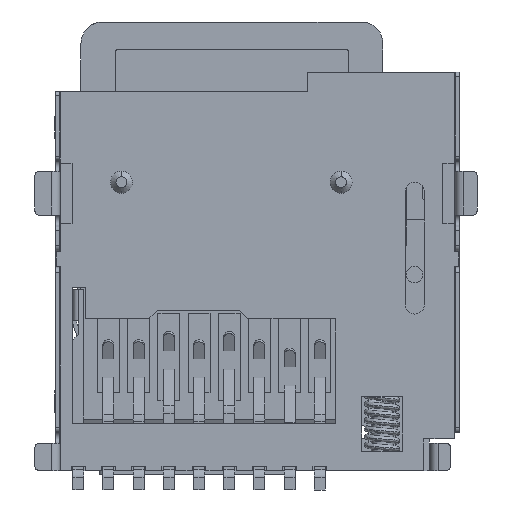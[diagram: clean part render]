
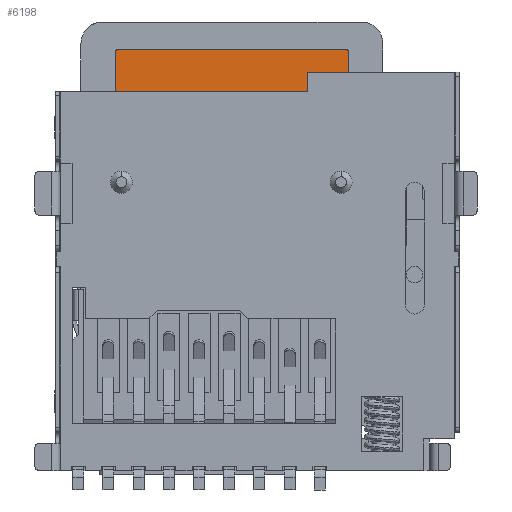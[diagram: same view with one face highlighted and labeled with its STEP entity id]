
A CAD part, front view. The second image highlights one B-rep face of the part: STEP entity #6198.
In plain terms, the highlighted planar face has unit normal (0, -1, 0).
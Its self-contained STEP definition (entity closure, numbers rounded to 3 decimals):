
#4309 = EDGE_LOOP ( 'NONE', ( #11538, #11539, #11537, #11540, #11541, #11542, #11543, #11544, #11545, #11546 ) ) ;
#6198 = ADVANCED_FACE ( 'NONE', ( #14565 ), #14135, .T. ) ;
#8179 = VERTEX_POINT ( 'NONE', #23780 ) ;
#8181 = VERTEX_POINT ( 'NONE', #23781 ) ;
#8183 = VERTEX_POINT ( 'NONE', #23782 ) ;
#8185 = VERTEX_POINT ( 'NONE', #23783 ) ;
#8187 = VERTEX_POINT ( 'NONE', #23784 ) ;
#8189 = VERTEX_POINT ( 'NONE', #23785 ) ;
#8191 = VERTEX_POINT ( 'NONE', #23786 ) ;
#8193 = VERTEX_POINT ( 'NONE', #23787 ) ;
#8195 = VERTEX_POINT ( 'NONE', #23788 ) ;
#8197 = VERTEX_POINT ( 'NONE', #23789 ) ;
#11537 = ORIENTED_EDGE ( 'NONE', *, *, #11992, .T. ) ;
#11538 = ORIENTED_EDGE ( 'NONE', *, *, #11987, .T. ) ;
#11539 = ORIENTED_EDGE ( 'NONE', *, *, #11994, .T. ) ;
#11540 = ORIENTED_EDGE ( 'NONE', *, *, #11995, .T. ) ;
#11541 = ORIENTED_EDGE ( 'NONE', *, *, #11967, .T. ) ;
#11542 = ORIENTED_EDGE ( 'NONE', *, *, #11996, .T. ) ;
#11543 = ORIENTED_EDGE ( 'NONE', *, *, #11974, .T. ) ;
#11544 = ORIENTED_EDGE ( 'NONE', *, *, #11997, .T. ) ;
#11545 = ORIENTED_EDGE ( 'NONE', *, *, #11980, .T. ) ;
#11546 = ORIENTED_EDGE ( 'NONE', *, *, #11998, .T. ) ;
#11967 = EDGE_CURVE ( 'NONE', #8181, #8179, #24157, .T. ) ;
#11974 = EDGE_CURVE ( 'NONE', #8185, #8183, #24178, .T. ) ;
#11980 = EDGE_CURVE ( 'NONE', #8189, #8187, #24196, .T. ) ;
#11987 = EDGE_CURVE ( 'NONE', #8193, #8191, #24217, .T. ) ;
#11992 = EDGE_CURVE ( 'NONE', #8195, #8197, #24232, .T. ) ;
#11994 = EDGE_CURVE ( 'NONE', #8191, #8195, #20070, .T. ) ;
#11995 = EDGE_CURVE ( 'NONE', #8197, #8181, #20071, .T. ) ;
#11996 = EDGE_CURVE ( 'NONE', #8179, #8185, #20103, .T. ) ;
#11997 = EDGE_CURVE ( 'NONE', #8183, #8189, #20104, .T. ) ;
#11998 = EDGE_CURVE ( 'NONE', #8187, #8193, #20105, .T. ) ;
#14135 = PLANE ( 'NONE',  #14568 ) ;
#14136 = CARTESIAN_POINT ( 'NONE',  ( 0., -0.1, 0. ) ) ;
#14137 = DIRECTION ( 'NONE',  ( 0., -1., 0. ) ) ;
#14138 = DIRECTION ( 'NONE',  ( 0., 0., -1. ) ) ;
#14565 = FACE_OUTER_BOUND ( 'NONE', #4309, .T. ) ;
#14568 = AXIS2_PLACEMENT_3D ( 'NONE', #14136, #14137, #14138 ) ;
#20070 = CIRCLE ( 'NONE', #24434, 0.1 ) ;
#20071 = CIRCLE ( 'NONE', #24430, 0.1 ) ;
#20103 = CIRCLE ( 'NONE', #24433, 0.1 ) ;
#20104 = CIRCLE ( 'NONE', #24436, 0.1 ) ;
#20105 = CIRCLE ( 'NONE', #24438, 0.1 ) ;
#23780 = CARTESIAN_POINT ( 'NONE',  ( 1.25, -0.1, -9.4 ) ) ;
#23781 = CARTESIAN_POINT ( 'NONE',  ( 1.25, -0.1, -1.1 ) ) ;
#23782 = CARTESIAN_POINT ( 'NONE',  ( 8.927, -0.1, -9.5 ) ) ;
#23783 = CARTESIAN_POINT ( 'NONE',  ( 1.35, -0.1, -9.5 ) ) ;
#23784 = CARTESIAN_POINT ( 'NONE',  ( 9.721, -0.1, -8.748 ) ) ;
#23785 = CARTESIAN_POINT ( 'NONE',  ( 8.998, -0.1, -9.471 ) ) ;
#23786 = CARTESIAN_POINT ( 'NONE',  ( 9.75, -0.1, -1.1 ) ) ;
#23787 = CARTESIAN_POINT ( 'NONE',  ( 9.75, -0.1, -8.677 ) ) ;
#23788 = CARTESIAN_POINT ( 'NONE',  ( 9.65, -0.1, -1. ) ) ;
#23789 = CARTESIAN_POINT ( 'NONE',  ( 1.35, -0.1, -1. ) ) ;
#24157 = LINE ( 'NONE', #24158, #24391 ) ;
#24158 = CARTESIAN_POINT ( 'NONE',  ( 1.25, -0.1, -9.5 ) ) ;
#24159 = DIRECTION ( 'NONE',  ( 0., 0., -1. ) ) ;
#24178 = LINE ( 'NONE', #24179, #24404 ) ;
#24179 = CARTESIAN_POINT ( 'NONE',  ( 8.969, -0.1, -9.5 ) ) ;
#24180 = DIRECTION ( 'NONE',  ( 1., 0., 0. ) ) ;
#24196 = LINE ( 'NONE', #24197, #24414 ) ;
#24197 = CARTESIAN_POINT ( 'NONE',  ( 8.969, -0.1, -9.5 ) ) ;
#24198 = DIRECTION ( 'NONE',  ( 0.707, 0., 0.707 ) ) ;
#24217 = LINE ( 'NONE', #24218, #24426 ) ;
#24218 = CARTESIAN_POINT ( 'NONE',  ( 9.75, -0.1, -8.719 ) ) ;
#24219 = DIRECTION ( 'NONE',  ( 0., 0., 1. ) ) ;
#24232 = LINE ( 'NONE', #24233, #24435 ) ;
#24233 = CARTESIAN_POINT ( 'NONE',  ( 9.75, -0.1, -1. ) ) ;
#24234 = DIRECTION ( 'NONE',  ( -1., 0., 0. ) ) ;
#24235 = CARTESIAN_POINT ( 'NONE',  ( 9.65, -0.1, -1.1 ) ) ;
#24239 = DIRECTION ( 'NONE',  ( 0., -1., 0. ) ) ;
#24240 = DIRECTION ( 'NONE',  ( 0., 0., -1. ) ) ;
#24241 = CARTESIAN_POINT ( 'NONE',  ( 1.35, -0.1, -1.1 ) ) ;
#24242 = DIRECTION ( 'NONE',  ( 0., -1., 0. ) ) ;
#24243 = DIRECTION ( 'NONE',  ( 0., 0., -1. ) ) ;
#24244 = CARTESIAN_POINT ( 'NONE',  ( 1.35, -0.1, -9.4 ) ) ;
#24245 = DIRECTION ( 'NONE',  ( 0., -1., 0. ) ) ;
#24246 = DIRECTION ( 'NONE',  ( 0., 0., -1. ) ) ;
#24247 = CARTESIAN_POINT ( 'NONE',  ( 8.927, -0.1, -9.4 ) ) ;
#24248 = DIRECTION ( 'NONE',  ( 0., -1., 0. ) ) ;
#24249 = DIRECTION ( 'NONE',  ( 0., 0., -1. ) ) ;
#24250 = CARTESIAN_POINT ( 'NONE',  ( 9.65, -0.1, -8.677 ) ) ;
#24251 = DIRECTION ( 'NONE',  ( 0., -1., 0. ) ) ;
#24252 = DIRECTION ( 'NONE',  ( 0., 0., -1. ) ) ;
#24391 = VECTOR ( 'NONE', #24159, 1000. ) ;
#24404 = VECTOR ( 'NONE', #24180, 1000. ) ;
#24414 = VECTOR ( 'NONE', #24198, 1000. ) ;
#24426 = VECTOR ( 'NONE', #24219, 1000. ) ;
#24430 = AXIS2_PLACEMENT_3D ( 'NONE', #24241, #24242, #24243 ) ;
#24433 = AXIS2_PLACEMENT_3D ( 'NONE', #24244, #24245, #24246 ) ;
#24434 = AXIS2_PLACEMENT_3D ( 'NONE', #24235, #24239, #24240 ) ;
#24435 = VECTOR ( 'NONE', #24234, 1000. ) ;
#24436 = AXIS2_PLACEMENT_3D ( 'NONE', #24247, #24248, #24249 ) ;
#24438 = AXIS2_PLACEMENT_3D ( 'NONE', #24250, #24251, #24252 ) ;
